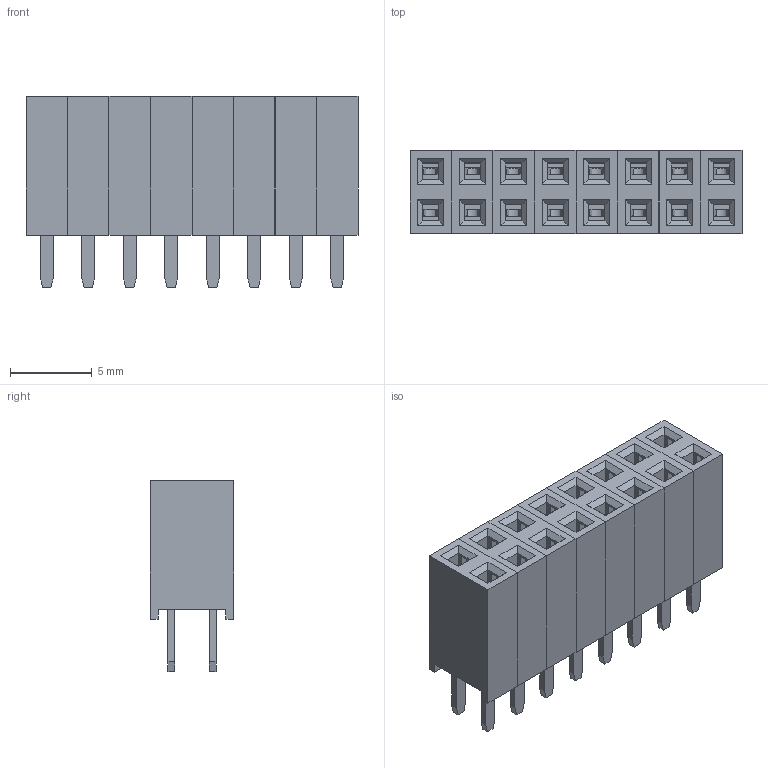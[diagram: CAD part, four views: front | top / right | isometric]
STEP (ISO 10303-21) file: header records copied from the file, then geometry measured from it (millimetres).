
FILE_DESCRIPTION (( 'STEP AP214' ), '1' );
FILE_NAME ('User Library-HeaderRangLuocKepThang2.54mm.STEP', '2019-04-08T09:32:52', ( '' ), ( '' ), 'SwSTEP 2.0', 'SolidWorks 2019', '' );
FILE_SCHEMA (( 'AUTOMOTIVE_DESIGN' ));
Length unit declared in the file: millimetre
Products named in the file (1): User Library-HeaderRangLuocKepThang2.54mm
Bounding box: 20.32 x 5.08 x 11.7 mm (x, y, z)
Volume: 720.1 mm3; surface area: 2393.5 mm2
Topology: 8 solids, 8 shells, 688 faces, 1952 edges, 1280 vertices
Faces by surface type: plane 672, cylinder 16
Entity records: 29589 total; most frequent: CARTESIAN_POINT 3921, ORIENTED_EDGE 3904, DIRECTION 3362, EDGE_CURVE 1952, LINE 1920, VECTOR 1920, VERTEX_POINT 1280, EDGE_LOOP 752
